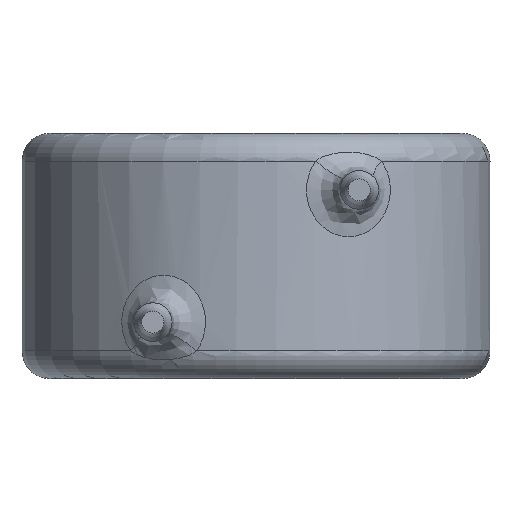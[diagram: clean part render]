
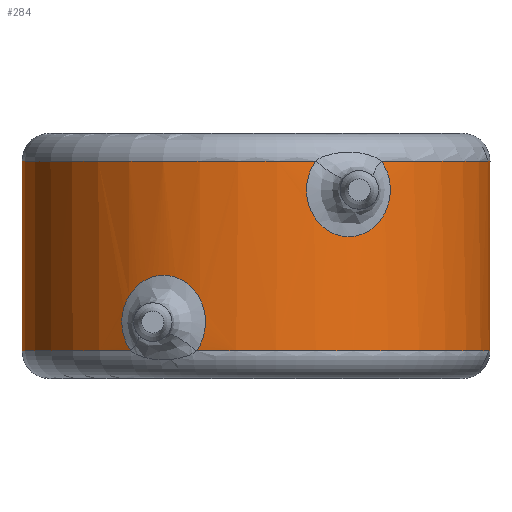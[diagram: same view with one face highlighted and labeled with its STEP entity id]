
A CAD part, front view. The second image highlights one B-rep face of the part: STEP entity #284.
In plain terms, the highlighted cylindrical face has radius 8.5 mm (diameter 17 mm), a full revolution.
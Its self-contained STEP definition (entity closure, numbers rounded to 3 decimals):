
#20=B_SPLINE_CURVE_WITH_KNOTS('',3,(#538,#539,#540,#541,#542,#543,#544),
 .UNSPECIFIED.,.F.,.F.,(4,3,4),(-0.045,0.,
0.),.UNSPECIFIED.);
#21=B_SPLINE_CURVE_WITH_KNOTS('',3,(#545,#546,#547,#548,#549,#550,#551,
#552,#553,#554),.UNSPECIFIED.,.F.,.F.,(4,1,1,1,1,1,1,4),(-0.447,
-0.402,-0.357,-0.312,-0.278,
-0.245,-0.222,-0.177),.UNSPECIFIED.);
#26=B_SPLINE_CURVE_WITH_KNOTS('',3,(#798,#799,#800,#801,#802,#803,#804,
#805,#806,#807,#808,#809,#810,#811,#812,#813,#814,#815,#816,#817,#818,#819),
 .UNSPECIFIED.,.F.,.F.,(4,3,3,3,3,3,3,4),(-0.269,-0.224,
-0.179,-0.134,-0.089,-0.055,
-0.021,0.),.UNSPECIFIED.);
#27=B_SPLINE_CURVE_WITH_KNOTS('',3,(#820,#821,#822,#823,#824),
 .UNSPECIFIED.,.F.,.F.,(4,1,4),(-0.447,-0.445,-0.4),
 .UNSPECIFIED.);
#39=LINE('',#892,#45);
#45=VECTOR('',#414,8.5);
#50=CYLINDRICAL_SURFACE('',#335,8.5);
#69=FACE_OUTER_BOUND('',#86,.T.);
#86=EDGE_LOOP('',(#254,#255,#256,#257,#258,#259,#260,#261,#262,#263));
#106=CIRCLE('',#323,8.5);
#107=CIRCLE('',#324,8.5);
#110=CIRCLE('',#329,8.5);
#113=CIRCLE('',#332,8.5);
#124=VERTEX_POINT('',#516);
#128=VERTEX_POINT('',#535);
#129=VERTEX_POINT('',#537);
#131=VERTEX_POINT('',#614);
#133=VERTEX_POINT('',#688);
#137=VERTEX_POINT('',#795);
#138=VERTEX_POINT('',#797);
#139=VERTEX_POINT('',#882);
#159=EDGE_CURVE('',#128,#129,#20,.T.);
#160=EDGE_CURVE('',#129,#124,#21,.T.);
#165=EDGE_CURVE('',#131,#128,#106,.T.);
#166=EDGE_CURVE('',#124,#131,#107,.T.);
#173=EDGE_CURVE('',#137,#138,#26,.T.);
#174=EDGE_CURVE('',#138,#133,#27,.T.);
#177=EDGE_CURVE('',#133,#139,#110,.T.);
#180=EDGE_CURVE('',#139,#137,#113,.T.);
#182=EDGE_CURVE('',#131,#139,#39,.T.);
#254=ORIENTED_EDGE('',*,*,#159,.F.);
#255=ORIENTED_EDGE('',*,*,#165,.F.);
#256=ORIENTED_EDGE('',*,*,#182,.T.);
#257=ORIENTED_EDGE('',*,*,#177,.F.);
#258=ORIENTED_EDGE('',*,*,#174,.F.);
#259=ORIENTED_EDGE('',*,*,#173,.F.);
#260=ORIENTED_EDGE('',*,*,#180,.F.);
#261=ORIENTED_EDGE('',*,*,#182,.F.);
#262=ORIENTED_EDGE('',*,*,#166,.F.);
#263=ORIENTED_EDGE('',*,*,#160,.F.);
#284=ADVANCED_FACE('',(#69),#50,.T.);
#323=AXIS2_PLACEMENT_3D('',#616,#385,#386);
#324=AXIS2_PLACEMENT_3D('',#617,#387,#388);
#329=AXIS2_PLACEMENT_3D('',#883,#399,#400);
#332=AXIS2_PLACEMENT_3D('',#887,#405,#406);
#335=AXIS2_PLACEMENT_3D('',#891,#412,#413);
#385=DIRECTION('center_axis',(0.,0.,1.));
#386=DIRECTION('ref_axis',(1.,0.,0.));
#387=DIRECTION('center_axis',(0.,0.,1.));
#388=DIRECTION('ref_axis',(1.,0.,0.));
#399=DIRECTION('center_axis',(0.,0.,-1.));
#400=DIRECTION('ref_axis',(1.,0.,0.));
#405=DIRECTION('center_axis',(0.,0.,-1.));
#406=DIRECTION('ref_axis',(1.,0.,0.));
#412=DIRECTION('center_axis',(0.,0.,1.));
#413=DIRECTION('ref_axis',(1.,0.,0.));
#414=DIRECTION('',(0.,0.,-1.));
#516=CARTESIAN_POINT('',(4.552,6.821,3.45));
#535=CARTESIAN_POINT('',(2.159,5.779,3.45));
#537=CARTESIAN_POINT('',(1.834,5.7,2.4));
#538=CARTESIAN_POINT('Ctrl Pts',(2.159,5.779,3.45));
#539=CARTESIAN_POINT('Ctrl Pts',(1.954,5.725,3.158));
#540=CARTESIAN_POINT('Ctrl Pts',(1.835,5.701,2.783));
#541=CARTESIAN_POINT('Ctrl Pts',(1.834,5.701,2.407));
#542=CARTESIAN_POINT('Ctrl Pts',(1.834,5.701,2.405));
#543=CARTESIAN_POINT('Ctrl Pts',(1.834,5.701,2.402));
#544=CARTESIAN_POINT('Ctrl Pts',(1.834,5.7,2.4));
#545=CARTESIAN_POINT('Ctrl Pts',(1.834,5.7,2.4));
#546=CARTESIAN_POINT('Ctrl Pts',(1.834,5.7,2.026));
#547=CARTESIAN_POINT('Ctrl Pts',(2.065,5.746,1.274));
#548=CARTESIAN_POINT('Ctrl Pts',(2.933,6.,0.648));
#549=CARTESIAN_POINT('Ctrl Pts',(3.815,6.387,0.698));
#550=CARTESIAN_POINT('Ctrl Pts',(4.468,6.762,1.156));
#551=CARTESIAN_POINT('Ctrl Pts',(4.816,6.995,1.773));
#552=CARTESIAN_POINT('Ctrl Pts',(4.931,7.077,2.628));
#553=CARTESIAN_POINT('Ctrl Pts',(4.745,6.944,3.174));
#554=CARTESIAN_POINT('Ctrl Pts',(4.552,6.821,3.45));
#614=CARTESIAN_POINT('',(-8.5,14.,3.45));
#616=CARTESIAN_POINT('Origin',(0.,14.,3.45));
#617=CARTESIAN_POINT('Origin',(0.,14.,3.45));
#688=CARTESIAN_POINT('',(-4.552,6.821,-3.45));
#795=CARTESIAN_POINT('',(-2.159,5.779,-3.45));
#797=CARTESIAN_POINT('',(-4.876,7.038,-2.4));
#798=CARTESIAN_POINT('Ctrl Pts',(-2.159,5.779,-3.45));
#799=CARTESIAN_POINT('Ctrl Pts',(-1.954,5.725,-3.158));
#800=CARTESIAN_POINT('Ctrl Pts',(-1.835,5.701,-2.783));
#801=CARTESIAN_POINT('Ctrl Pts',(-1.834,5.701,-2.407));
#802=CARTESIAN_POINT('Ctrl Pts',(-1.832,5.7,-2.031));
#803=CARTESIAN_POINT('Ctrl Pts',(-1.948,5.723,-1.653));
#804=CARTESIAN_POINT('Ctrl Pts',(-2.15,5.777,-1.36));
#805=CARTESIAN_POINT('Ctrl Pts',(-2.353,5.831,-1.066));
#806=CARTESIAN_POINT('Ctrl Pts',(-2.643,5.915,-0.857));
#807=CARTESIAN_POINT('Ctrl Pts',(-2.948,6.028,-0.762));
#808=CARTESIAN_POINT('Ctrl Pts',(-3.253,6.141,-0.666));
#809=CARTESIAN_POINT('Ctrl Pts',(-3.574,6.282,-0.684));
#810=CARTESIAN_POINT('Ctrl Pts',(-3.861,6.428,-0.797));
#811=CARTESIAN_POINT('Ctrl Pts',(-4.076,6.537,-0.881));
#812=CARTESIAN_POINT('Ctrl Pts',(-4.272,6.649,-1.019));
#813=CARTESIAN_POINT('Ctrl Pts',(-4.436,6.749,-1.203));
#814=CARTESIAN_POINT('Ctrl Pts',(-4.599,6.849,-1.387));
#815=CARTESIAN_POINT('Ctrl Pts',(-4.729,6.937,-1.619));
#816=CARTESIAN_POINT('Ctrl Pts',(-4.804,6.988,-1.882));
#817=CARTESIAN_POINT('Ctrl Pts',(-4.851,7.02,-2.047));
#818=CARTESIAN_POINT('Ctrl Pts',(-4.877,7.038,-2.224));
#819=CARTESIAN_POINT('Ctrl Pts',(-4.877,7.038,-2.4));
#820=CARTESIAN_POINT('Ctrl Pts',(-4.877,7.038,-2.4));
#821=CARTESIAN_POINT('Ctrl Pts',(-4.877,7.038,-2.412));
#822=CARTESIAN_POINT('Ctrl Pts',(-4.873,7.036,-2.799));
#823=CARTESIAN_POINT('Ctrl Pts',(-4.745,6.944,-3.174));
#824=CARTESIAN_POINT('Ctrl Pts',(-4.552,6.821,-3.45));
#882=CARTESIAN_POINT('',(-8.5,14.,-3.45));
#883=CARTESIAN_POINT('Origin',(0.,14.,-3.45));
#887=CARTESIAN_POINT('Origin',(0.,14.,-3.45));
#891=CARTESIAN_POINT('Origin',(0.,14.,-4.45));
#892=CARTESIAN_POINT('',(-8.5,14.,-4.45));
